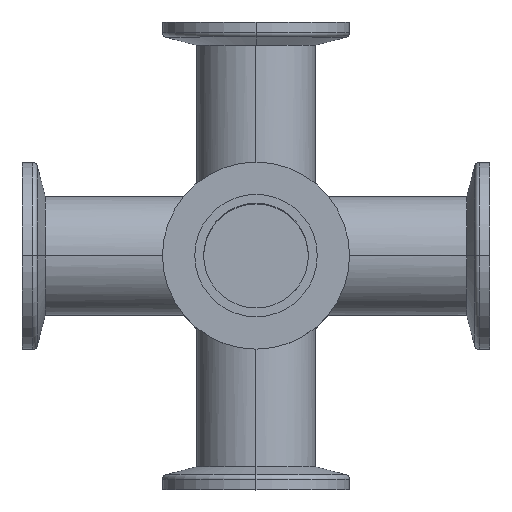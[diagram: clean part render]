
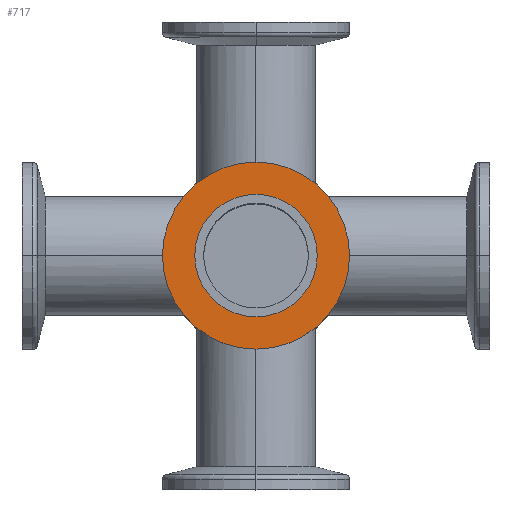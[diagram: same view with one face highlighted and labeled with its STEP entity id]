
A CAD part, top view. The second image highlights one B-rep face of the part: STEP entity #717.
In plain terms, the highlighted face is planar.
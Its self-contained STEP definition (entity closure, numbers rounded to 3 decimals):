
#13 = CIRCLE ( 'NONE', #502, 20. ) ;
#56 = AXIS2_PLACEMENT_3D ( 'NONE', #739, #861, #1270 ) ;
#93 = ORIENTED_EDGE ( 'NONE', *, *, #1618, .F. ) ;
#211 = EDGE_LOOP ( 'NONE', ( #1455, #93 ) ) ;
#233 = EDGE_CURVE ( 'NONE', #1495, #1484, #1519, .T. ) ;
#337 = CARTESIAN_POINT ( 'NONE',  ( 0., 0., 20. ) ) ;
#374 = CARTESIAN_POINT ( 'NONE',  ( 0., 0., 0. ) ) ;
#390 = DIRECTION ( 'NONE',  ( 0., 1., 0. ) ) ;
#478 = ORIENTED_EDGE ( 'NONE', *, *, #233, .T. ) ;
#502 = AXIS2_PLACEMENT_3D ( 'NONE', #696, #1567, #821 ) ;
#515 = DIRECTION ( 'NONE',  ( 0., 0., 1. ) ) ;
#553 = VERTEX_POINT ( 'NONE', #337 ) ;
#637 = AXIS2_PLACEMENT_3D ( 'NONE', #1209, #1091, #725 ) ;
#659 = CARTESIAN_POINT ( 'NONE',  ( 0., 0., -13.1 ) ) ;
#696 = CARTESIAN_POINT ( 'NONE',  ( 0., 0., 0. ) ) ;
#717 = ADVANCED_FACE ( 'NONE', ( #747, #1320 ), #1345, .T. ) ;
#725 = DIRECTION ( 'NONE',  ( 0., 0., 1. ) ) ;
#739 = CARTESIAN_POINT ( 'NONE',  ( 0., 0., 0. ) ) ;
#747 = FACE_BOUND ( 'NONE', #902, .T. ) ;
#811 = CIRCLE ( 'NONE', #1350, 13.1 ) ;
#821 = DIRECTION ( 'NONE',  ( 0., 0., 1. ) ) ;
#861 = DIRECTION ( 'NONE',  ( 0., 1., 0. ) ) ;
#902 = EDGE_LOOP ( 'NONE', ( #1169, #478 ) ) ;
#1025 = EDGE_CURVE ( 'NONE', #553, #1327, #1595, .T. ) ;
#1091 = DIRECTION ( 'NONE',  ( 0., 1., 0. ) ) ;
#1113 = CARTESIAN_POINT ( 'NONE',  ( 0., 0., -20. ) ) ;
#1164 = EDGE_CURVE ( 'NONE', #1484, #1495, #811, .T. ) ;
#1169 = ORIENTED_EDGE ( 'NONE', *, *, #1164, .T. ) ;
#1180 = CARTESIAN_POINT ( 'NONE',  ( 0., 0., 13.1 ) ) ;
#1209 = CARTESIAN_POINT ( 'NONE',  ( 0., 0., 0. ) ) ;
#1231 = CARTESIAN_POINT ( 'NONE',  ( -13.1, 0., 0. ) ) ;
#1270 = DIRECTION ( 'NONE',  ( 0., 0., 1. ) ) ;
#1312 = AXIS2_PLACEMENT_3D ( 'NONE', #1231, #1392, #1472 ) ;
#1320 = FACE_OUTER_BOUND ( 'NONE', #211, .T. ) ;
#1327 = VERTEX_POINT ( 'NONE', #1113 ) ;
#1345 = PLANE ( 'NONE',  #1312 ) ;
#1350 = AXIS2_PLACEMENT_3D ( 'NONE', #374, #390, #515 ) ;
#1392 = DIRECTION ( 'NONE',  ( 0., -1., 0. ) ) ;
#1455 = ORIENTED_EDGE ( 'NONE', *, *, #1025, .F. ) ;
#1472 = DIRECTION ( 'NONE',  ( 0., 0., -1. ) ) ;
#1484 = VERTEX_POINT ( 'NONE', #1180 ) ;
#1495 = VERTEX_POINT ( 'NONE', #659 ) ;
#1519 = CIRCLE ( 'NONE', #637, 13.1 ) ;
#1567 = DIRECTION ( 'NONE',  ( 0., 1., 0. ) ) ;
#1595 = CIRCLE ( 'NONE', #56, 20. ) ;
#1618 = EDGE_CURVE ( 'NONE', #1327, #553, #13, .T. ) ;
